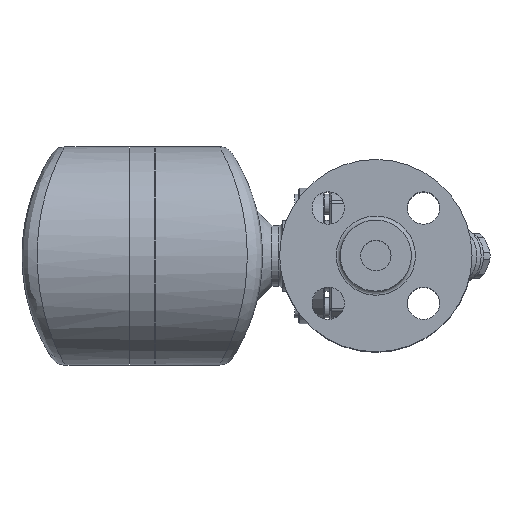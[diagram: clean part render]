
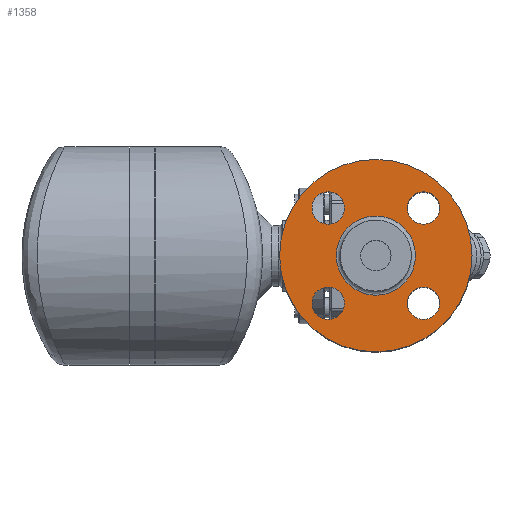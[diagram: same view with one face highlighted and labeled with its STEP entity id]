
A CAD part, top view. The second image highlights one B-rep face of the part: STEP entity #1358.
In plain terms, the highlighted planar face has unit normal (0, 0, 1).
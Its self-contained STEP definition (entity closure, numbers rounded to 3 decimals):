
#866=CARTESIAN_POINT('',(132.511,15.511,102.6));
#867=VERTEX_POINT('',#866);
#868=CARTESIAN_POINT('',(132.511,23.511,102.6));
#869=DIRECTION('',(0.0,0.0,-1.0));
#870=DIRECTION('',(0.0,-1.0,0.0));
#871=AXIS2_PLACEMENT_3D('',#868,#869,#870);
#872=CIRCLE('',#871,8.0);
#873=EDGE_CURVE('',#867,#867,#872,.T.);
#915=CARTESIAN_POINT('',(124.511,-23.511,102.6));
#916=VERTEX_POINT('',#915);
#917=CARTESIAN_POINT('',(132.511,-23.511,102.6));
#918=DIRECTION('',(0.0,0.0,-1.0));
#919=DIRECTION('',(-1.0,0.0,0.0));
#920=AXIS2_PLACEMENT_3D('',#917,#918,#919);
#921=CIRCLE('',#920,8.0);
#922=EDGE_CURVE('',#916,#916,#921,.T.);
#964=CARTESIAN_POINT('',(85.489,-15.511,102.6));
#965=VERTEX_POINT('',#964);
#966=CARTESIAN_POINT('',(85.489,-23.511,102.6));
#967=DIRECTION('',(0.0,0.0,-1.0));
#968=DIRECTION('',(0.0,1.0,0.0));
#969=AXIS2_PLACEMENT_3D('',#966,#967,#968);
#970=CIRCLE('',#969,8.0);
#971=EDGE_CURVE('',#965,#965,#970,.T.);
#1013=CARTESIAN_POINT('',(93.489,23.511,102.6));
#1014=VERTEX_POINT('',#1013);
#1015=CARTESIAN_POINT('',(85.489,23.511,102.6));
#1016=DIRECTION('',(0.0,0.0,-1.0));
#1017=DIRECTION('',(1.0,0.0,0.0));
#1018=AXIS2_PLACEMENT_3D('',#1015,#1016,#1017);
#1019=CIRCLE('',#1018,8.0);
#1020=EDGE_CURVE('',#1014,#1014,#1019,.T.);
#1304=CARTESIAN_POINT('',(128.55,0.0,102.6));
#1305=VERTEX_POINT('',#1304);
#1306=CARTESIAN_POINT('',(109.,0.0,102.6));
#1307=DIRECTION('',(0.0,0.0,1.0));
#1308=DIRECTION('',(-1.0,0.0,0.0));
#1309=AXIS2_PLACEMENT_3D('',#1306,#1307,#1308);
#1310=CIRCLE('',#1309,19.55);
#1311=EDGE_CURVE('',#1305,#1305,#1310,.T.);
#1327=CARTESIAN_POINT('',(141.525,0.0,102.6));
#1328=DIRECTION('',(0.0,0.0,1.0));
#1329=DIRECTION('',(1.0,0.0,0.0));
#1330=AXIS2_PLACEMENT_3D('',#1327,#1328,#1329);
#1331=PLANE('',#1330);
#1332=CARTESIAN_POINT('',(156.5,0.0,102.6));
#1333=VERTEX_POINT('',#1332);
#1334=CARTESIAN_POINT('',(109.,0.0,102.6));
#1335=DIRECTION('',(0.0,0.0,1.0));
#1336=DIRECTION('',(1.0,0.0,0.0));
#1337=AXIS2_PLACEMENT_3D('',#1334,#1335,#1336);
#1338=CIRCLE('',#1337,47.5);
#1339=EDGE_CURVE('',#1333,#1333,#1338,.T.);
#1340=ORIENTED_EDGE('',*,*,#1339,.T.);
#1341=EDGE_LOOP('',(#1340));
#1342=FACE_OUTER_BOUND('',#1341,.T.);
#1343=ORIENTED_EDGE('',*,*,#873,.T.);
#1344=EDGE_LOOP('',(#1343));
#1345=FACE_BOUND('',#1344,.T.);
#1346=ORIENTED_EDGE('',*,*,#922,.T.);
#1347=EDGE_LOOP('',(#1346));
#1348=FACE_BOUND('',#1347,.T.);
#1349=ORIENTED_EDGE('',*,*,#971,.T.);
#1350=EDGE_LOOP('',(#1349));
#1351=FACE_BOUND('',#1350,.T.);
#1352=ORIENTED_EDGE('',*,*,#1020,.T.);
#1353=EDGE_LOOP('',(#1352));
#1354=FACE_BOUND('',#1353,.T.);
#1355=ORIENTED_EDGE('',*,*,#1311,.F.);
#1356=EDGE_LOOP('',(#1355));
#1357=FACE_BOUND('',#1356,.T.);
#1358=ADVANCED_FACE('',(#1342,#1345,#1348,#1351,#1354,#1357),#1331,.T.);
